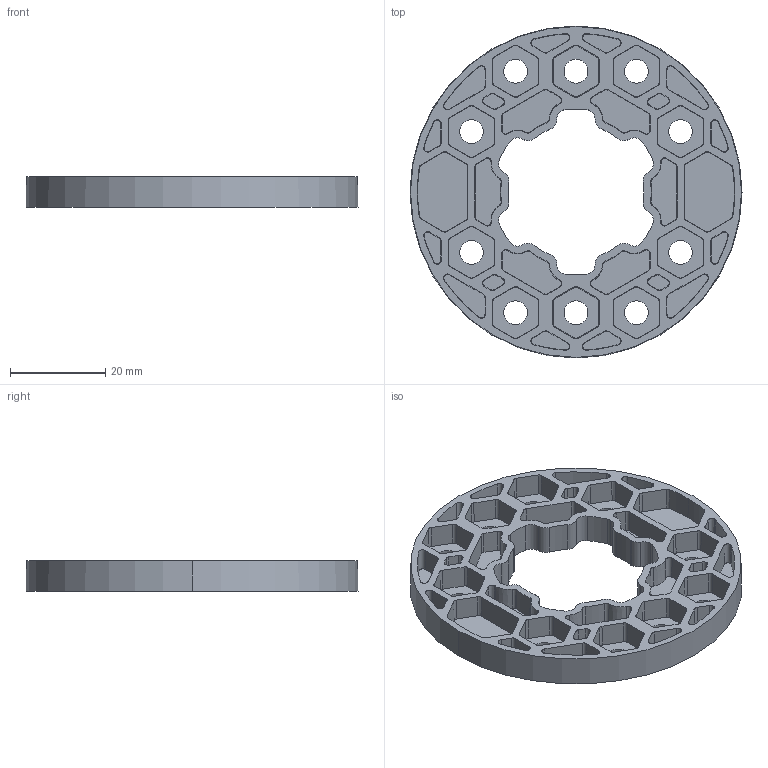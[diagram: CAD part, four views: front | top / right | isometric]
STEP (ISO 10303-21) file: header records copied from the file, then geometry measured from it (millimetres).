
FILE_DESCRIPTION (( 'STEP AP203' ), '1' );
FILE_NAME ('REV-21-2547.STEP', '2022-04-04T19:36:54', ( '' ), ( '' ), 'SwSTEP 2.0', 'SolidWorks 2022', '' );
FILE_SCHEMA (( 'CONFIG_CONTROL_DESIGN' ));
Length unit declared in the file: inch
Products named in the file (1): REV-21-2547
Bounding box: 69.85 x 69.85 x 6.35 mm (x, y, z)
Volume: 10159 mm3; surface area: 12442.7 mm2
Topology: 1 solids, 1 shells, 445 faces, 1227 edges, 818 vertices
Faces by surface type: cone 216, plane 164, cylinder 65
Entity records: 14546 total; most frequent: DIRECTION 2681, CARTESIAN_POINT 2491, ORIENTED_EDGE 2454, EDGE_CURVE 1227, AXIS2_PLACEMENT_3D 1008, VERTEX_POINT 818, VECTOR 665, LINE 665
